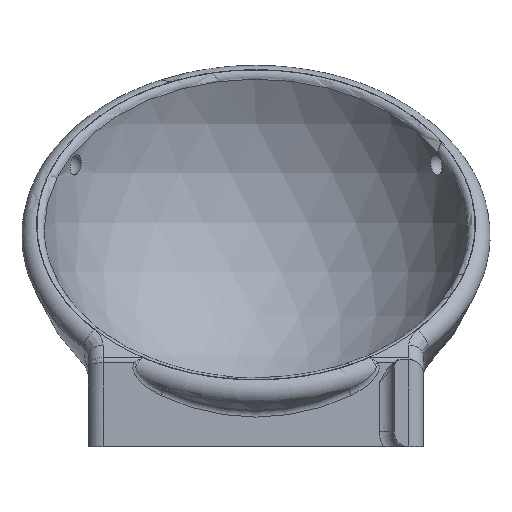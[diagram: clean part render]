
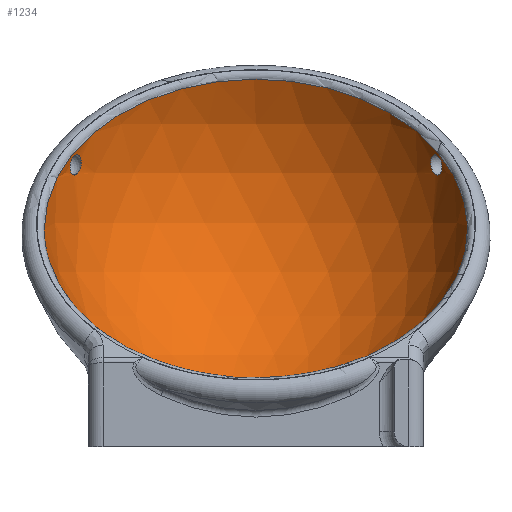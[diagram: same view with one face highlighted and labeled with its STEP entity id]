
A CAD part, front view. The second image highlights one B-rep face of the part: STEP entity #1234.
In plain terms, the highlighted spherical face has radius 29.37 mm.
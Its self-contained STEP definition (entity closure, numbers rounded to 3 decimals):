
#28=FACE_BOUND('',#354,.T.);
#29=FACE_BOUND('',#355,.T.);
#30=FACE_BOUND('',#356,.T.);
#211=SPHERICAL_SURFACE('',#1375,29.37);
#267=FACE_OUTER_BOUND('',#353,.T.);
#353=EDGE_LOOP('',(#1012,#1013,#1014,#1015,#1016));
#354=EDGE_LOOP('',(#1017));
#355=EDGE_LOOP('',(#1018));
#356=EDGE_LOOP('',(#1019));
#481=CIRCLE('',#1372,28.741);
#482=CIRCLE('',#1373,28.741);
#484=CIRCLE('',#1376,29.37);
#485=CIRCLE('',#1377,8.5);
#486=CIRCLE('',#1378,1.393);
#487=CIRCLE('',#1379,1.393);
#488=CIRCLE('',#1380,1.393);
#599=VERTEX_POINT('',#2524);
#600=VERTEX_POINT('',#2525);
#601=VERTEX_POINT('',#2530);
#602=VERTEX_POINT('',#2533);
#603=VERTEX_POINT('',#2535);
#604=VERTEX_POINT('',#2537);
#752=EDGE_CURVE('',#599,#600,#481,.T.);
#753=EDGE_CURVE('',#600,#599,#482,.T.);
#755=EDGE_CURVE('',#600,#601,#484,.T.);
#756=EDGE_CURVE('',#601,#601,#485,.T.);
#757=EDGE_CURVE('',#602,#602,#486,.T.);
#758=EDGE_CURVE('',#603,#603,#487,.T.);
#759=EDGE_CURVE('',#604,#604,#488,.T.);
#1012=ORIENTED_EDGE('',*,*,#752,.F.);
#1013=ORIENTED_EDGE('',*,*,#753,.F.);
#1014=ORIENTED_EDGE('',*,*,#755,.T.);
#1015=ORIENTED_EDGE('',*,*,#756,.T.);
#1016=ORIENTED_EDGE('',*,*,#755,.F.);
#1017=ORIENTED_EDGE('',*,*,#757,.T.);
#1018=ORIENTED_EDGE('',*,*,#758,.T.);
#1019=ORIENTED_EDGE('',*,*,#759,.T.);
#1234=ADVANCED_FACE('',(#267,#28,#29,#30),#211,.F.);
#1372=AXIS2_PLACEMENT_3D('',#2526,#1654,#1655);
#1373=AXIS2_PLACEMENT_3D('',#2527,#1656,#1657);
#1375=AXIS2_PLACEMENT_3D('',#2529,#1660,#1661);
#1376=AXIS2_PLACEMENT_3D('',#2531,#1662,#1663);
#1377=AXIS2_PLACEMENT_3D('',#2532,#1664,#1665);
#1378=AXIS2_PLACEMENT_3D('',#2534,#1666,#1667);
#1379=AXIS2_PLACEMENT_3D('',#2536,#1668,#1669);
#1380=AXIS2_PLACEMENT_3D('',#2538,#1670,#1671);
#1654=DIRECTION('center_axis',(0.,0.707,-0.707));
#1655=DIRECTION('ref_axis',(0.,-0.707,-0.707));
#1656=DIRECTION('center_axis',(0.,0.707,-0.707));
#1657=DIRECTION('ref_axis',(0.,-0.707,-0.707));
#1660=DIRECTION('center_axis',(0.,0.,1.));
#1661=DIRECTION('ref_axis',(1.,0.,0.));
#1662=DIRECTION('center_axis',(0.,-1.,0.));
#1663=DIRECTION('ref_axis',(-1.,0.,0.));
#1664=DIRECTION('center_axis',(0.,0.,-1.));
#1665=DIRECTION('ref_axis',(1.,0.,0.));
#1666=DIRECTION('center_axis',(0.,-0.491,
-0.871));
#1667=DIRECTION('ref_axis',(0.,-0.871,0.491));
#1668=DIRECTION('center_axis',(-0.834,0.53,0.151));
#1669=DIRECTION('ref_axis',(-0.233,-0.586,0.776));
#1670=DIRECTION('center_axis',(0.834,0.53,0.151));
#1671=DIRECTION('ref_axis',(0.233,-0.586,0.776));
#2524=CARTESIAN_POINT('',(-28.741,4.274,29.551));
#2525=CARTESIAN_POINT('',(-28.099,0.,25.277));
#2526=CARTESIAN_POINT('Origin',(0.,4.274,29.551));
#2527=CARTESIAN_POINT('Origin',(0.,4.274,29.551));
#2529=CARTESIAN_POINT('Origin',(0.,0.,33.825));
#2530=CARTESIAN_POINT('',(-8.5,0.,5.712));
#2531=CARTESIAN_POINT('Origin',(0.,0.,33.825));
#2532=CARTESIAN_POINT('Origin',(0.,0.,5.712));
#2533=CARTESIAN_POINT('',(-1.324,-14.79,8.485));
#2534=CARTESIAN_POINT('Origin',(0.,-14.413,
8.273));
#2535=CARTESIAN_POINT('',(-23.912,16.118,39.393));
#2536=CARTESIAN_POINT('Origin',(-24.474,15.561,38.247));
#2537=CARTESIAN_POINT('',(25.236,14.496,37.771));
#2538=CARTESIAN_POINT('Origin',(24.474,15.561,38.247));
